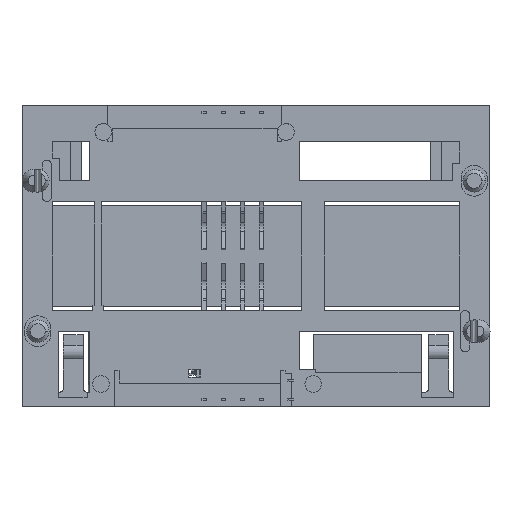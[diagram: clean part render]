
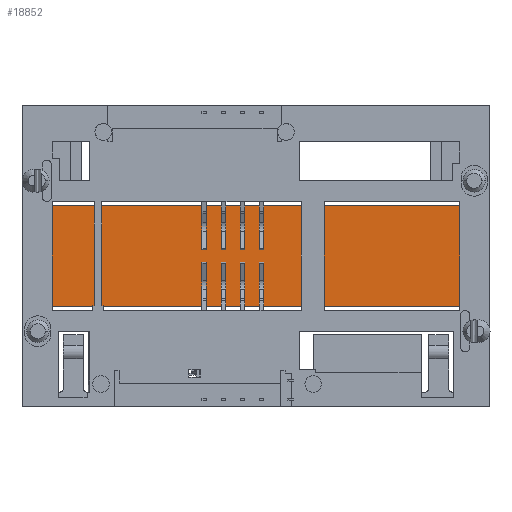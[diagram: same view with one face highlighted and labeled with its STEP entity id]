
A CAD part, front view. The second image highlights one B-rep face of the part: STEP entity #18852.
In plain terms, the highlighted planar face has unit normal (0, -1, 0).
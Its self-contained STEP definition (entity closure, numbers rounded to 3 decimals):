
#1471=DIRECTION('',(0.,0.,-1.));
#1472=VECTOR('',#1471,13.4);
#1473=CARTESIAN_POINT('',(-27.1,3.4,6.7));
#1474=LINE('4268',#1473,#1472);
#6447=DIRECTION('',(-1.,0.,0.));
#6448=VECTOR('',#6447,54.2);
#6449=CARTESIAN_POINT('',(27.1,3.4,6.7));
#6450=LINE('4262',#6449,#6448);
#6451=DIRECTION('',(0.,0.,-1.));
#6452=VECTOR('',#6451,13.4);
#6453=CARTESIAN_POINT('',(27.1,3.4,6.7));
#6454=LINE('4269',#6453,#6452);
#6455=DIRECTION('',(-1.,0.,0.));
#6456=VECTOR('',#6455,54.2);
#6457=CARTESIAN_POINT('',(27.1,3.4,-6.7));
#6458=LINE('4263',#6457,#6456);
#7345=CARTESIAN_POINT('',(27.1,3.4,6.7));
#7346=CARTESIAN_POINT('',(-27.1,3.4,6.7));
#7347=VERTEX_POINT('',#7345);
#7348=VERTEX_POINT('',#7346);
#7349=CARTESIAN_POINT('',(27.1,3.4,-6.7));
#7350=CARTESIAN_POINT('',(-27.1,3.4,-6.7));
#7351=VERTEX_POINT('',#7349);
#7352=VERTEX_POINT('',#7350);
#18840=CARTESIAN_POINT('',(27.1,3.4,20.));
#18841=DIRECTION('',(0.,1.,0.));
#18842=DIRECTION('',(-1.,0.,0.));
#18843=AXIS2_PLACEMENT_3D('',#18840,#18841,#18842);
#18844=PLANE('4191',#18843);
#18845=ORIENTED_EDGE('4262',*,*,#18834,.F.);
#18846=ORIENTED_EDGE('4269',*,*,#10301,.T.);
#18848=ORIENTED_EDGE('4263',*,*,#18847,.T.);
#18849=ORIENTED_EDGE('4268',*,*,#11118,.F.);
#18850=EDGE_LOOP('4191',(#18845,#18846,#18848,#18849));
#18851=FACE_OUTER_BOUND('4191',#18850,.F.);
#18852=ADVANCED_FACE('4191',(#18851),#18844,.F.);
#10301=EDGE_CURVE('4269',#7347,#7351,#6454,.T.);
#11118=EDGE_CURVE('4268',#7348,#7352,#1474,.T.);
#18834=EDGE_CURVE('4262',#7347,#7348,#6450,.T.);
#18847=EDGE_CURVE('4263',#7351,#7352,#6458,.T.);
